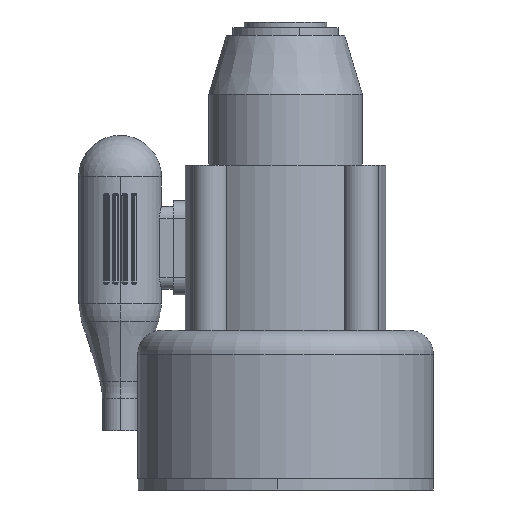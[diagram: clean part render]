
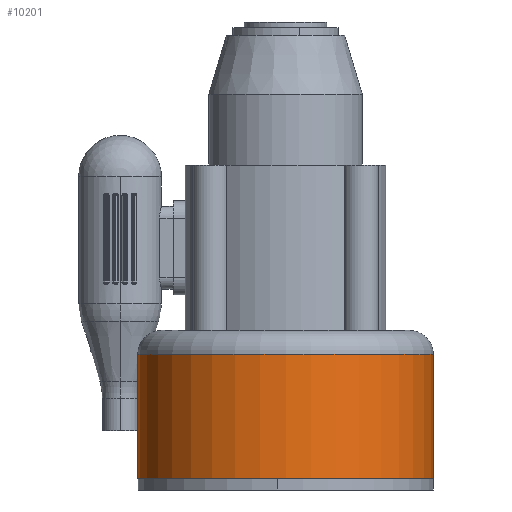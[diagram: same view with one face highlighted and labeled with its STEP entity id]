
A CAD part, front view. The second image highlights one B-rep face of the part: STEP entity #10201.
In plain terms, the highlighted cylindrical face has radius 25 mm (diameter 50 mm), a partial arc.
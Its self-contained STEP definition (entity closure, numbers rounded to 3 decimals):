
#109 = ORIENTED_EDGE ( 'NONE', *, *, #17850, .T. ) ;
#1809 = VECTOR ( 'NONE', #21354, 1000. ) ;
#2221 = VERTEX_POINT ( 'NONE', #20927 ) ;
#2703 = CARTESIAN_POINT ( 'NONE',  ( 0., 0., 4. ) ) ;
#3257 = CARTESIAN_POINT ( 'NONE',  ( 0., 0., 25. ) ) ;
#5195 = CYLINDRICAL_SURFACE ( 'NONE', #12171, 25. ) ;
#5661 = DIRECTION ( 'NONE',  ( 0., 0., 1. ) ) ;
#5787 = LINE ( 'NONE', #7817, #1809 ) ;
#6115 = DIRECTION ( 'NONE',  ( 0., 0., 1. ) ) ;
#7433 = EDGE_CURVE ( 'NONE', #2221, #16137, #15357, .T. ) ;
#7817 = CARTESIAN_POINT ( 'NONE',  ( -25., 0., 25. ) ) ;
#7975 = LINE ( 'NONE', #10358, #13805 ) ;
#8133 = CIRCLE ( 'NONE', #10334, 25. ) ;
#8466 = DIRECTION ( 'NONE',  ( 0., 0., -1. ) ) ;
#9956 = EDGE_CURVE ( 'NONE', #14379, #15534, #8133, .T. ) ;
#10201 = ADVANCED_FACE ( 'NONE', ( #18710 ), #5195, .T. ) ;
#10274 = ORIENTED_EDGE ( 'NONE', *, *, #9956, .F. ) ;
#10334 = AXIS2_PLACEMENT_3D ( 'NONE', #15648, #5661, #21045 ) ;
#10358 = CARTESIAN_POINT ( 'NONE',  ( 25., 0., 25. ) ) ;
#11509 = AXIS2_PLACEMENT_3D ( 'NONE', #2703, #6115, #19660 ) ;
#12166 = CARTESIAN_POINT ( 'NONE',  ( -25., 0., 25. ) ) ;
#12171 = AXIS2_PLACEMENT_3D ( 'NONE', #3257, #8466, #15037 ) ;
#12833 = CARTESIAN_POINT ( 'NONE',  ( 25., 0., 25. ) ) ;
#13805 = VECTOR ( 'NONE', #20281, 1000. ) ;
#14379 = VERTEX_POINT ( 'NONE', #12166 ) ;
#15037 = DIRECTION ( 'NONE',  ( -1., 0., 0. ) ) ;
#15357 = CIRCLE ( 'NONE', #11509, 25. ) ;
#15534 = VERTEX_POINT ( 'NONE', #12833 ) ;
#15648 = CARTESIAN_POINT ( 'NONE',  ( 0., 0., 25. ) ) ;
#16137 = VERTEX_POINT ( 'NONE', #20150 ) ;
#17850 = EDGE_CURVE ( 'NONE', #14379, #2221, #5787, .T. ) ;
#18710 = FACE_OUTER_BOUND ( 'NONE', #20300, .T. ) ;
#19660 = DIRECTION ( 'NONE',  ( 1., 0., 0. ) ) ;
#20150 = CARTESIAN_POINT ( 'NONE',  ( 25., 0., 4. ) ) ;
#20281 = DIRECTION ( 'NONE',  ( 0., 0., -1. ) ) ;
#20300 = EDGE_LOOP ( 'NONE', ( #20348, #10274, #109, #20758 ) ) ;
#20348 = ORIENTED_EDGE ( 'NONE', *, *, #21491, .F. ) ;
#20758 = ORIENTED_EDGE ( 'NONE', *, *, #7433, .T. ) ;
#20927 = CARTESIAN_POINT ( 'NONE',  ( -25., 0., 4. ) ) ;
#21045 = DIRECTION ( 'NONE',  ( 1., 0., 0. ) ) ;
#21354 = DIRECTION ( 'NONE',  ( 0., 0., -1. ) ) ;
#21491 = EDGE_CURVE ( 'NONE', #15534, #16137, #7975, .T. ) ;
